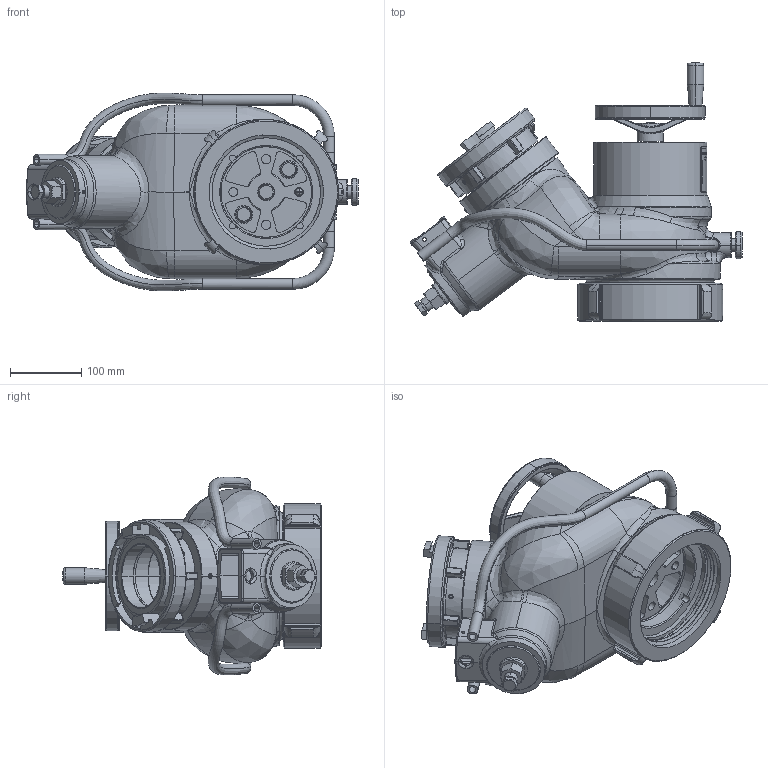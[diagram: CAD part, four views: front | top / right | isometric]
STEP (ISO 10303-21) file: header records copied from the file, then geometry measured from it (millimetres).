
FILE_DESCRIPTION((''),'2;1');
FILE_NAME('79803019_06','2016-06-22T',('sobri'),(''),'CREO PARAMETRIC BY PTC INC, 2015290','CREO PARAMETRIC BY PTC INC, 2015290','');
FILE_SCHEMA(('CONFIG_CONTROL_DESIGN'));
Length unit declared in the file: inch
Products named in the file (1): 79803019_06
Bounding box: 465.54 x 362.46 x 277.58 mm (x, y, z)
Surface area: 1126720.2 mm2 (no closed solid volume)
Topology: 0 solids, 64 shells, 1260 faces, 3631 edges, 2409 vertices
Faces by surface type: cylinder 445, bspline 287, plane 271, torus 148, cone 89, sphere 20
Entity records: 62456 total; most frequent: CARTESIAN_POINT 32254, ORIENTED_EDGE 6434, DIRECTION 5661, EDGE_CURVE 3623, VERTEX_POINT 2409, AXIS2_PLACEMENT_3D 2323, EDGE_LOOP 1388, CIRCLE 1350
